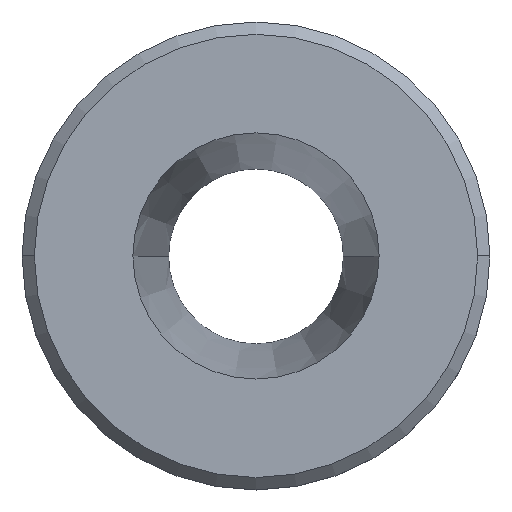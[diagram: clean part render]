
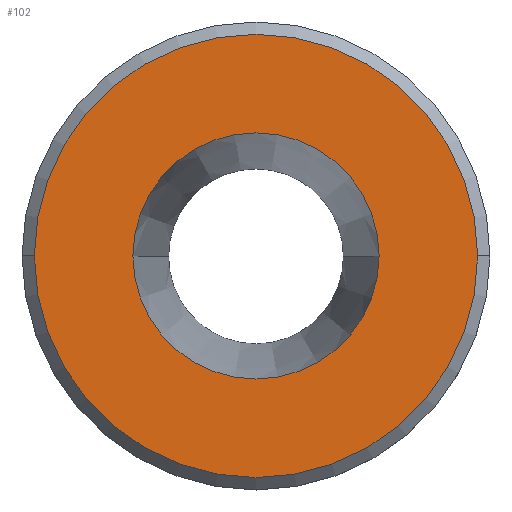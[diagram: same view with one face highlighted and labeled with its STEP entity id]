
A CAD part, top view. The second image highlights one B-rep face of the part: STEP entity #102.
In plain terms, the highlighted planar face has unit normal (0, 0, 1).
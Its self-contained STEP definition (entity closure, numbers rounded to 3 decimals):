
#80=EDGE_CURVE('',#84,#112,#194,.T.);
#84=VERTEX_POINT('',#198);
#90=VERTEX_POINT('',#205);
#102=ADVANCED_FACE('',(#217,#218),#219,.T.);
#112=VERTEX_POINT('',#231);
#116=EDGE_CURVE('',#90,#132,#236,.T.);
#118=EDGE_CURVE('',#112,#84,#238,.T.);
#132=VERTEX_POINT('',#253);
#146=EDGE_CURVE('',#132,#90,#270,.T.);
#194=CIRCLE('',#311,9.0);
#198=CARTESIAN_POINT('',(9.,0.,2.5));
#205=CARTESIAN_POINT('',(4.998,0.,2.5));
#217=FACE_OUTER_BOUND('',#337,.T.);
#218=FACE_BOUND('',#338,.T.);
#219=PLANE('',#339);
#231=CARTESIAN_POINT('',(-9.,0.,2.5));
#236=CIRCLE('',#358,4.998);
#238=CIRCLE('',#361,9.0);
#253=CARTESIAN_POINT('',(-4.998,0.,2.5));
#270=CIRCLE('',#404,4.998);
#311=AXIS2_PLACEMENT_3D('',#455,#456,#457);
#337=EDGE_LOOP('',(#480,#481));
#338=EDGE_LOOP('',(#482,#483));
#339=AXIS2_PLACEMENT_3D('',#484,#485,#486);
#358=AXIS2_PLACEMENT_3D('',#506,#507,#508);
#361=AXIS2_PLACEMENT_3D('',#509,#510,#511);
#404=AXIS2_PLACEMENT_3D('',#546,#547,#548);
#455=CARTESIAN_POINT('',(0.,0.,2.5));
#456=DIRECTION('',(0.0,0.0,-1.0));
#457=DIRECTION('',(1.0,0.,0.0));
#480=ORIENTED_EDGE('',*,*,#80,.F.);
#481=ORIENTED_EDGE('',*,*,#118,.F.);
#482=ORIENTED_EDGE('',*,*,#116,.T.);
#483=ORIENTED_EDGE('',*,*,#146,.T.);
#484=CARTESIAN_POINT('',(6.999,0.,2.5));
#485=DIRECTION('',(0.0,0.0,1.0));
#486=DIRECTION('',(-1.0,0.,0.0));
#506=CARTESIAN_POINT('',(0.,0.,2.5));
#507=DIRECTION('',(0.0,0.0,-1.0));
#508=DIRECTION('',(1.0,0.,0.0));
#509=CARTESIAN_POINT('',(0.,0.,2.5));
#510=DIRECTION('',(0.0,0.0,-1.0));
#511=DIRECTION('',(1.0,0.,0.0));
#546=CARTESIAN_POINT('',(0.,0.,2.5));
#547=DIRECTION('',(0.0,0.0,-1.0));
#548=DIRECTION('',(1.0,0.,0.0));
